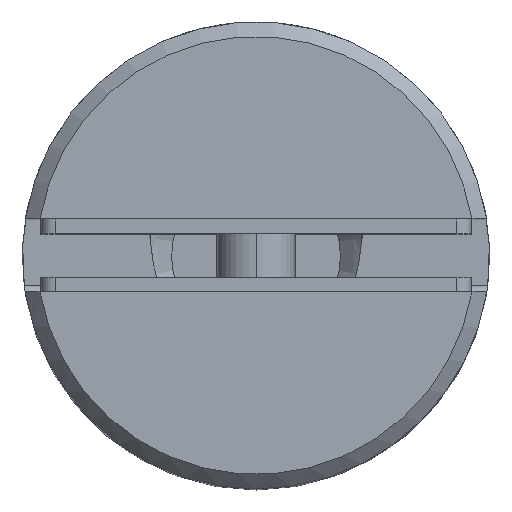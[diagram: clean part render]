
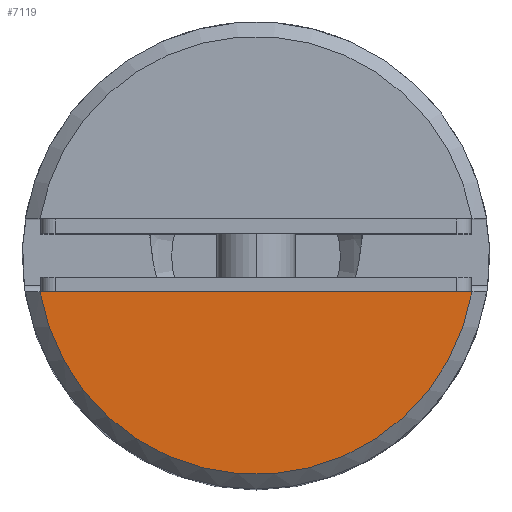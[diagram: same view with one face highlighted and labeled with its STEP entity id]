
A CAD part, top view. The second image highlights one B-rep face of the part: STEP entity #7119.
In plain terms, the highlighted planar face has unit normal (0, 0, 1).
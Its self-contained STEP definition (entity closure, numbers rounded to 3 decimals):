
#696 = EDGE_CURVE ( 'NONE', #18133, #13632, #20233, .T. ) ;
#1017 = CARTESIAN_POINT ( 'NONE',  ( 0., 0., 40. ) ) ;
#1399 = PLANE ( 'NONE',  #3303 ) ;
#3303 = AXIS2_PLACEMENT_3D ( 'NONE', #1017, #21673, #21128 ) ;
#3915 = EDGE_LOOP ( 'NONE', ( #17001, #5206 ) ) ;
#4335 = DIRECTION ( 'NONE',  ( -1., 0., 0. ) ) ;
#5206 = ORIENTED_EDGE ( 'NONE', *, *, #696, .T. ) ;
#5435 = LINE ( 'NONE', #22642, #6888 ) ;
#6505 = AXIS2_PLACEMENT_3D ( 'NONE', #17673, #17747, #8793 ) ;
#6888 = VECTOR ( 'NONE', #4335, 1000. ) ;
#7072 = EDGE_CURVE ( 'NONE', #13632, #18133, #5435, .T. ) ;
#7119 = ADVANCED_FACE ( 'NONE', ( #12589 ), #1399, .F. ) ;
#8793 = DIRECTION ( 'NONE',  ( -1., 0., 0. ) ) ;
#12589 = FACE_OUTER_BOUND ( 'NONE', #3915, .T. ) ;
#13632 = VERTEX_POINT ( 'NONE', #19043 ) ;
#17001 = ORIENTED_EDGE ( 'NONE', *, *, #7072, .T. ) ;
#17673 = CARTESIAN_POINT ( 'NONE',  ( 0., 0., 40. ) ) ;
#17747 = DIRECTION ( 'NONE',  ( 0., 0., 1. ) ) ;
#18133 = VERTEX_POINT ( 'NONE', #20664 ) ;
#19043 = CARTESIAN_POINT ( 'NONE',  ( 14.79, -2.5, 40. ) ) ;
#20233 = CIRCLE ( 'NONE', #6505, 15. ) ;
#20664 = CARTESIAN_POINT ( 'NONE',  ( -14.79, -2.5, 40. ) ) ;
#21128 = DIRECTION ( 'NONE',  ( -1., 0., 0. ) ) ;
#21673 = DIRECTION ( 'NONE',  ( 0., 0., -1. ) ) ;
#22642 = CARTESIAN_POINT ( 'NONE',  ( 15.803, -2.5, 40. ) ) ;
